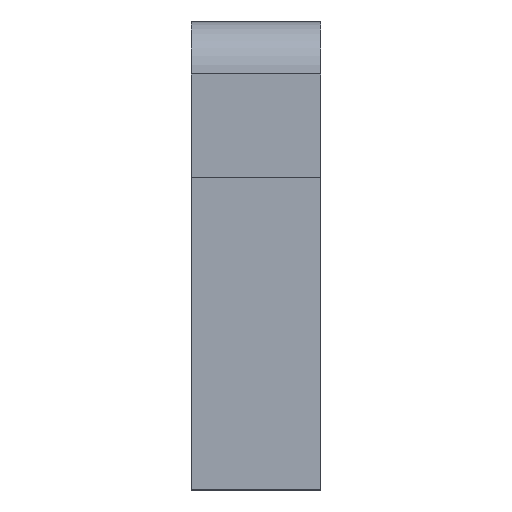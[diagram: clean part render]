
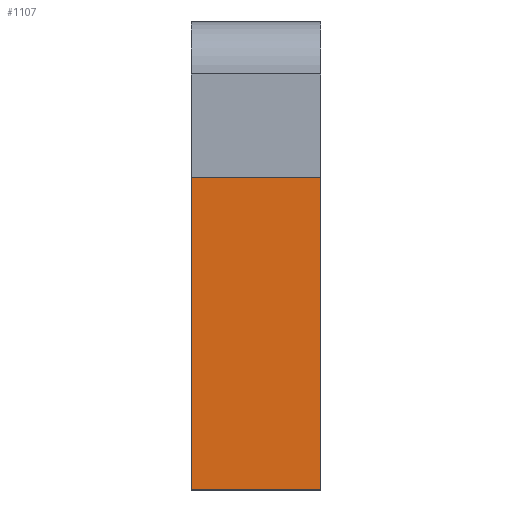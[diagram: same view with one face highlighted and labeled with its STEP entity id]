
A CAD part, left-side view. The second image highlights one B-rep face of the part: STEP entity #1107.
In plain terms, the highlighted planar face has unit normal (-1, 0, 0).
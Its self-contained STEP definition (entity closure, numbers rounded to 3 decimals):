
#483=CARTESIAN_POINT('',(-116.065,5.0,-39.56));
#484=VERTEX_POINT('',#483);
#491=CARTESIAN_POINT('',(-116.065,5.0,-27.56));
#492=VERTEX_POINT('',#491);
#493=CARTESIAN_POINT('',(-116.065,5.0,-39.56));
#494=DIRECTION('',(0.0,0.0,1.0));
#495=VECTOR('',#494,12.);
#496=LINE('',#493,#495);
#497=EDGE_CURVE('',#484,#492,#496,.T.);
#663=CARTESIAN_POINT('',(-116.065,0.0,-27.56));
#664=VERTEX_POINT('',#663);
#671=CARTESIAN_POINT('',(-116.065,0.0,-39.56));
#672=VERTEX_POINT('',#671);
#673=CARTESIAN_POINT('',(-116.065,0.0,-39.56));
#674=DIRECTION('',(0.0,0.0,1.0));
#675=VECTOR('',#674,12.);
#676=LINE('',#673,#675);
#677=EDGE_CURVE('',#672,#664,#676,.T.);
#1003=CARTESIAN_POINT('',(-116.065,0.0,-27.56));
#1004=DIRECTION('',(0.0,1.0,0.0));
#1005=VECTOR('',#1004,5.0);
#1006=LINE('',#1003,#1005);
#1007=EDGE_CURVE('',#664,#492,#1006,.T.);
#1091=CARTESIAN_POINT('',(-116.065,0.0,-39.56));
#1092=DIRECTION('',(-1.0,0.0,0.0));
#1093=DIRECTION('',(0.0,0.0,1.0));
#1094=AXIS2_PLACEMENT_3D('',#1091,#1092,#1093);
#1095=PLANE('',#1094);
#1096=ORIENTED_EDGE('',*,*,#677,.T.);
#1097=ORIENTED_EDGE('',*,*,#1007,.T.);
#1098=ORIENTED_EDGE('',*,*,#497,.F.);
#1099=CARTESIAN_POINT('',(-116.065,0.0,-39.56));
#1100=DIRECTION('',(0.0,1.0,0.0));
#1101=VECTOR('',#1100,5.0);
#1102=LINE('',#1099,#1101);
#1103=EDGE_CURVE('',#672,#484,#1102,.T.);
#1104=ORIENTED_EDGE('',*,*,#1103,.F.);
#1105=EDGE_LOOP('',(#1096,#1097,#1098,#1104));
#1106=FACE_OUTER_BOUND('',#1105,.T.);
#1107=ADVANCED_FACE('',(#1106),#1095,.T.);
